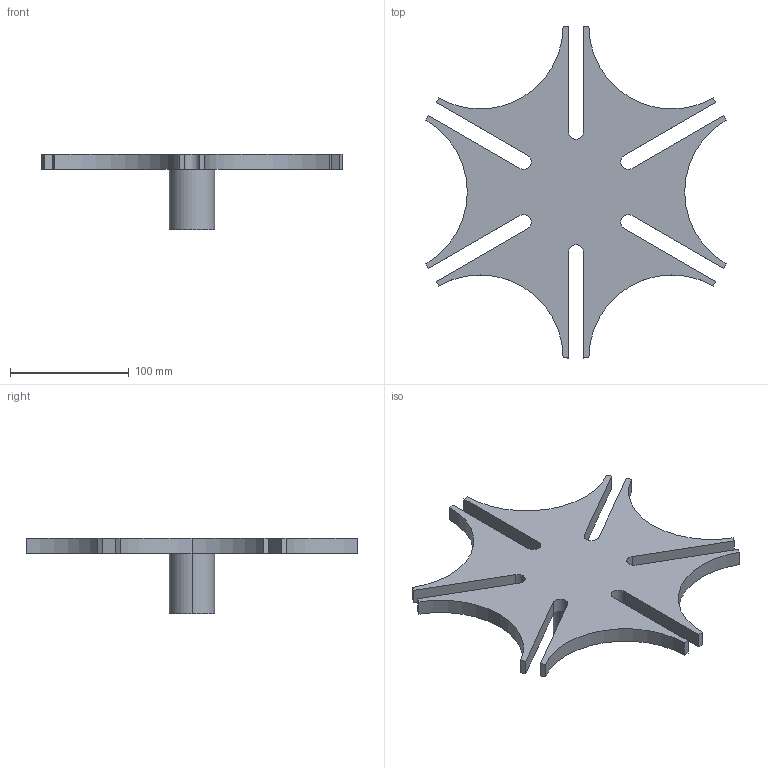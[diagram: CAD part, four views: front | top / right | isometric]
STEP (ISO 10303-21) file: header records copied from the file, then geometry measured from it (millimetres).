
FILE_DESCRIPTION (( 'STEP AP214' ), '1' );
FILE_NAME ('Output Geneva wheel.STEP', '2022-03-11T20:59:03', ( '' ), ( '' ), 'SwSTEP 2.0', 'SolidWorks 2020', '' );
FILE_SCHEMA (( 'AUTOMOTIVE_DESIGN' ));
Length unit declared in the file: inch
Products named in the file (1): Output Geneva wheel
Bounding box: 252.77 x 279.4 x 63.75 mm (x, y, z)
Volume: 436611.7 mm3; surface area: 92597.4 mm2
Topology: 1 solids, 1 shells, 44 faces, 123 edges, 82 vertices
Faces by surface type: plane 27, cylinder 17
Entity records: 1461 total; most frequent: CARTESIAN_POINT 250, DIRECTION 247, ORIENTED_EDGE 246, EDGE_CURVE 123, VECTOR 89, LINE 89, VERTEX_POINT 82, AXIS2_PLACEMENT_3D 79
